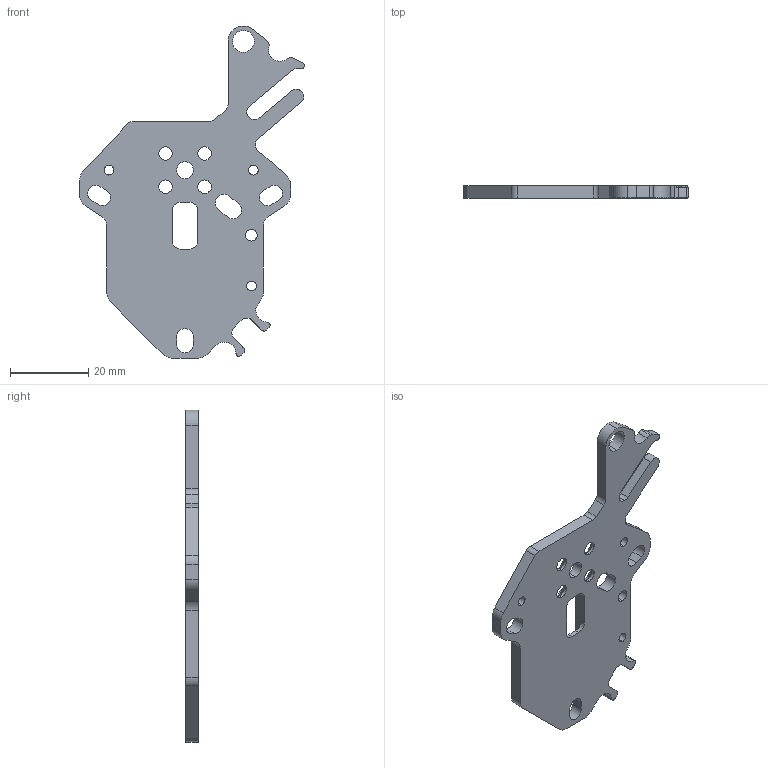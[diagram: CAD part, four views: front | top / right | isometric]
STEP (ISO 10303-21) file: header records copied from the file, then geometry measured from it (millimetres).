
FILE_DESCRIPTION (( 'STEP AP214' ), '1' );
FILE_NAME ('Toolhead Plate - CNC - Mild Steel 1045.STEP', '2025-01-26T22:45:58', ( '' ), ( '' ), '' );
FILE_SCHEMA (( 'AUTOMOTIVE_DESIGN' ));
Length unit declared in the file: inch
Products named in the file (1): Toolhead Plate - CNC - Mild Steel 1045
Bounding box: 57.55 x 3.17 x 85.01 mm (x, y, z)
Volume: 5363.2 mm3; surface area: 6993.1 mm2
Topology: 1 solids, 1 shells, 199 faces, 574 edges, 380 vertices
Faces by surface type: cylinder 122, plane 69, cone 8
Entity records: 6725 total; most frequent: DIRECTION 1228, CARTESIAN_POINT 1154, ORIENTED_EDGE 1148, EDGE_CURVE 574, AXIS2_PLACEMENT_3D 454, VERTEX_POINT 380, LINE 320, VECTOR 320
